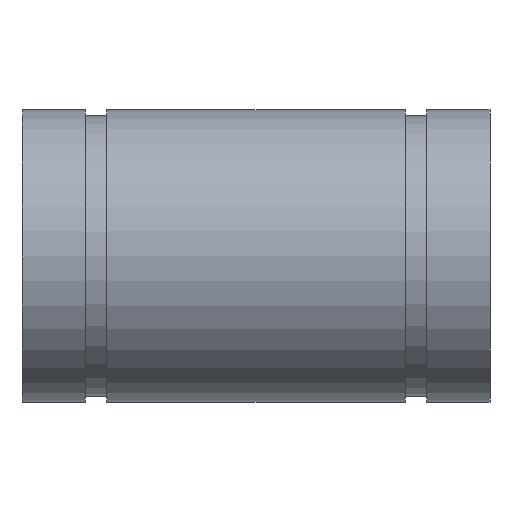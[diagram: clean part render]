
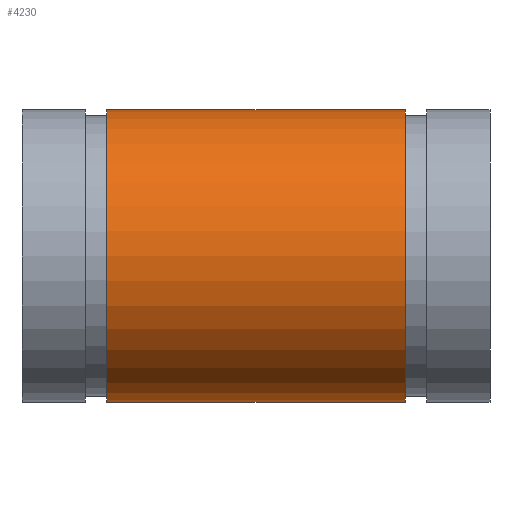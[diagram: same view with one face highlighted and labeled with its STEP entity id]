
A CAD part, left-side view. The second image highlights one B-rep face of the part: STEP entity #4230.
In plain terms, the highlighted cylindrical face has radius 7.5 mm (diameter 15 mm), a full revolution.
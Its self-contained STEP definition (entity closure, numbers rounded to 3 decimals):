
#52=CYLINDRICAL_SURFACE('',#4391,7.5);
#90=CIRCLE('',#4390,7.5);
#91=CIRCLE('',#4392,7.5);
#413=FACE_OUTER_BOUND('',#651,.T.);
#651=EDGE_LOOP('',(#3882,#3883,#3884,#3885));
#998=LINE('',#8338,#1343);
#1343=VECTOR('',#5031,7.5);
#2003=VERTEX_POINT('',#8334);
#2004=VERTEX_POINT('',#8337);
#2630=EDGE_CURVE('',#2003,#2003,#90,.T.);
#2631=EDGE_CURVE('',#2003,#2004,#998,.T.);
#2632=EDGE_CURVE('',#2004,#2004,#91,.T.);
#3882=ORIENTED_EDGE('',*,*,#2630,.F.);
#3883=ORIENTED_EDGE('',*,*,#2631,.T.);
#3884=ORIENTED_EDGE('',*,*,#2632,.F.);
#3885=ORIENTED_EDGE('',*,*,#2631,.F.);
#4230=ADVANCED_FACE('',(#413),#52,.T.);
#4390=AXIS2_PLACEMENT_3D('',#8335,#5027,#5028);
#4391=AXIS2_PLACEMENT_3D('',#8336,#5029,#5030);
#4392=AXIS2_PLACEMENT_3D('',#8339,#5032,#5033);
#5027=DIRECTION('center_axis',(0.,1.,0.));
#5028=DIRECTION('ref_axis',(1.,0.,0.));
#5029=DIRECTION('center_axis',(0.,1.,0.));
#5030=DIRECTION('ref_axis',(1.,0.,0.));
#5031=DIRECTION('',(0.,-1.,0.));
#5032=DIRECTION('center_axis',(0.,-1.,0.));
#5033=DIRECTION('ref_axis',(1.,0.,0.));
#8334=CARTESIAN_POINT('',(-7.5,19.65,0.));
#8335=CARTESIAN_POINT('Origin',(0.,19.65,0.));
#8336=CARTESIAN_POINT('Origin',(0.,0.,0.));
#8337=CARTESIAN_POINT('',(-7.5,4.35,0.));
#8338=CARTESIAN_POINT('',(-7.5,0.,0.));
#8339=CARTESIAN_POINT('Origin',(0.,4.35,0.));
